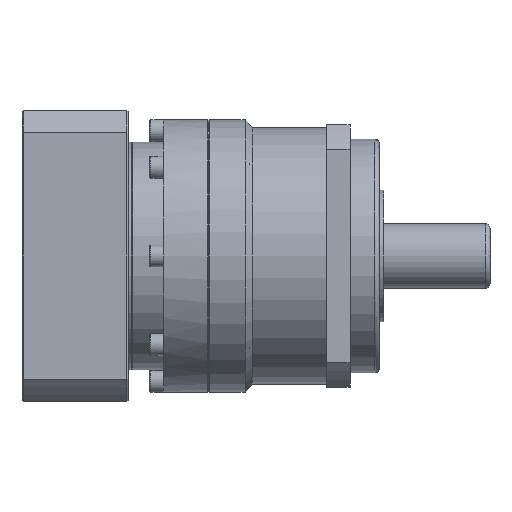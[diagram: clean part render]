
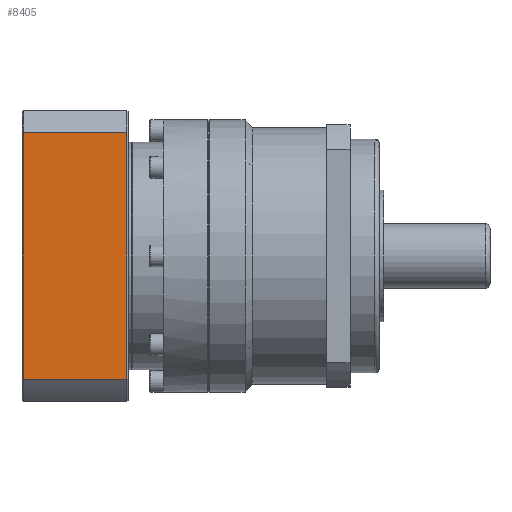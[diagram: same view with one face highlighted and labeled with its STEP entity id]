
A CAD part, front view. The second image highlights one B-rep face of the part: STEP entity #8405.
In plain terms, the highlighted planar face has unit normal (0, -1, 0).
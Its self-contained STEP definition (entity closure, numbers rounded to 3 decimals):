
#280 = LINE ( 'NONE', #10972, #4358 ) ;
#313 = AXIS2_PLACEMENT_3D ( 'NONE', #17021, #8085, #18508 ) ;
#1298 = CARTESIAN_POINT ( 'NONE',  ( -42.236, -50., 0. ) ) ;
#2204 = ORIENTED_EDGE ( 'NONE', *, *, #18229, .T. ) ;
#3056 = DIRECTION ( 'NONE',  ( -1., 0., 0. ) ) ;
#3159 = EDGE_LOOP ( 'NONE', ( #5773, #8615, #7981, #2204 ) ) ;
#3260 = DIRECTION ( 'NONE',  ( -1., 0., 0. ) ) ;
#3629 = LINE ( 'NONE', #1298, #7707 ) ;
#4203 = CARTESIAN_POINT ( 'NONE',  ( -42.236, -50., 4. ) ) ;
#4302 = CARTESIAN_POINT ( 'NONE',  ( -42.236, -50., 39.5 ) ) ;
#4358 = VECTOR ( 'NONE', #3260, 1000. ) ;
#5157 = VECTOR ( 'NONE', #7355, 1000. ) ;
#5773 = ORIENTED_EDGE ( 'NONE', *, *, #8886, .T. ) ;
#5999 = LINE ( 'NONE', #6201, #14047 ) ;
#6201 = CARTESIAN_POINT ( 'NONE',  ( -25., -50., 4. ) ) ;
#6694 = VERTEX_POINT ( 'NONE', #4302 ) ;
#7355 = DIRECTION ( 'NONE',  ( 0., 0., 1. ) ) ;
#7707 = VECTOR ( 'NONE', #19349, 1000. ) ;
#7981 = ORIENTED_EDGE ( 'NONE', *, *, #15557, .F. ) ;
#8085 = DIRECTION ( 'NONE',  ( 0., -1., 0. ) ) ;
#8405 = ADVANCED_FACE ( 'NONE', ( #9480 ), #11066, .T. ) ;
#8615 = ORIENTED_EDGE ( 'NONE', *, *, #19547, .T. ) ;
#8886 = EDGE_CURVE ( 'NONE', #16816, #6694, #280, .T. ) ;
#9480 = FACE_OUTER_BOUND ( 'NONE', #3159, .T. ) ;
#9667 = CARTESIAN_POINT ( 'NONE',  ( 42.236, -50., 39.5 ) ) ;
#10972 = CARTESIAN_POINT ( 'NONE',  ( -50., -50., 39.5 ) ) ;
#11066 = PLANE ( 'NONE',  #313 ) ;
#12019 = CARTESIAN_POINT ( 'NONE',  ( 42.236, -50., 0. ) ) ;
#14047 = VECTOR ( 'NONE', #3056, 1000. ) ;
#14963 = VERTEX_POINT ( 'NONE', #15041 ) ;
#15041 = CARTESIAN_POINT ( 'NONE',  ( 42.236, -50., 4. ) ) ;
#15557 = EDGE_CURVE ( 'NONE', #14963, #16419, #5999, .T. ) ;
#16419 = VERTEX_POINT ( 'NONE', #4203 ) ;
#16816 = VERTEX_POINT ( 'NONE', #9667 ) ;
#17021 = CARTESIAN_POINT ( 'NONE',  ( -50., -50., 0. ) ) ;
#17205 = LINE ( 'NONE', #12019, #5157 ) ;
#18229 = EDGE_CURVE ( 'NONE', #14963, #16816, #17205, .T. ) ;
#18508 = DIRECTION ( 'NONE',  ( 1., 0., 0. ) ) ;
#19349 = DIRECTION ( 'NONE',  ( 0., 0., -1. ) ) ;
#19547 = EDGE_CURVE ( 'NONE', #6694, #16419, #3629, .T. ) ;
